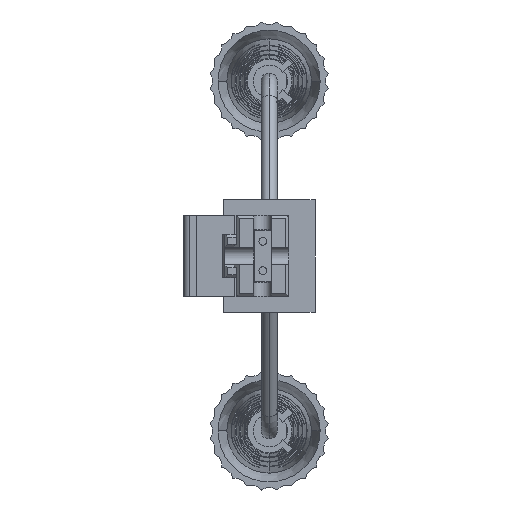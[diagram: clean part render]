
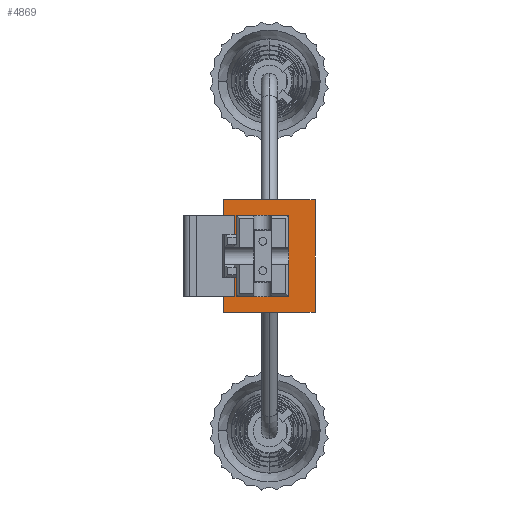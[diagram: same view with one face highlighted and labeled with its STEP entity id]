
A CAD part, left-side view. The second image highlights one B-rep face of the part: STEP entity #4869.
In plain terms, the highlighted face is planar.
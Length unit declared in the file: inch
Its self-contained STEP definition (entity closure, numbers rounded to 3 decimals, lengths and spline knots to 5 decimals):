
#4843 = VERTEX_POINT ( 'NONE', #6968 ) ;
#4845 = EDGE_CURVE ( 'NONE', #4843, #4846, #6967, .T. ) ;
#4846 = VERTEX_POINT ( 'NONE', #6963 ) ;
#4869 = ADVANCED_FACE ( 'NONE', ( #7334, #7333 ), #7332, .F. ) ;
#4870 = VERTEX_POINT ( 'NONE', #7328 ) ;
#4982 = ORIENTED_EDGE ( 'NONE', *, *, #4845, .F. ) ;
#4983 = ORIENTED_EDGE ( 'NONE', *, *, #4984, .F. ) ;
#4984 = EDGE_CURVE ( 'NONE', #4985, #4843, #7111, .T. ) ;
#4985 = VERTEX_POINT ( 'NONE', #7135 ) ;
#4987 = EDGE_LOOP ( 'NONE', ( #4988, #4982, #4983, #5171 ) ) ;
#4988 = ORIENTED_EDGE ( 'NONE', *, *, #4989, .F. ) ;
#4989 = EDGE_CURVE ( 'NONE', #4846, #4990, #7130, .T. ) ;
#4990 = VERTEX_POINT ( 'NONE', #7126 ) ;
#5015 = ORIENTED_EDGE ( 'NONE', *, *, #5016, .T. ) ;
#5016 = EDGE_CURVE ( 'NONE', #4870, #5017, #7344, .T. ) ;
#5017 = VERTEX_POINT ( 'NONE', #7340 ) ;
#5018 = ORIENTED_EDGE ( 'NONE', *, *, #5019, .T. ) ;
#5019 = EDGE_CURVE ( 'NONE', #5017, #5024, #7339, .T. ) ;
#5024 = VERTEX_POINT ( 'NONE', #7369 ) ;
#5025 = ORIENTED_EDGE ( 'NONE', *, *, #5026, .T. ) ;
#5026 = EDGE_CURVE ( 'NONE', #5024, #5027, #7368, .T. ) ;
#5027 = VERTEX_POINT ( 'NONE', #7364 ) ;
#5051 = ORIENTED_EDGE ( 'NONE', *, *, #5052, .T. ) ;
#5052 = EDGE_CURVE ( 'NONE', #5027, #4870, #7504, .T. ) ;
#5140 = EDGE_LOOP ( 'NONE', ( #5015, #5018, #5025, #5051 ) ) ;
#5171 = ORIENTED_EDGE ( 'NONE', *, *, #5172, .F. ) ;
#5172 = EDGE_CURVE ( 'NONE', #4990, #4985, #7739, .T. ) ;
#6963 = CARTESIAN_POINT ( 'NONE',  ( 0.14, 0.2, 0.1125 ) ) ;
#6964 = DIRECTION ( 'NONE',  ( 1., 0., 0. ) ) ;
#6965 = VECTOR ( 'NONE', #6964, 39.37008 ) ;
#6966 = CARTESIAN_POINT ( 'NONE',  ( 0.14, 0.2, 0.1125 ) ) ;
#6967 = LINE ( 'NONE', #6966, #6965 ) ;
#6968 = CARTESIAN_POINT ( 'NONE',  ( -0.14, 0.2, 0.1125 ) ) ;
#7111 = LINE ( 'NONE', #7138, #7137 ) ;
#7126 = CARTESIAN_POINT ( 'NONE',  ( 0.14, 0.2, -0.0675 ) ) ;
#7127 = DIRECTION ( 'NONE',  ( 0., 0., -1. ) ) ;
#7128 = VECTOR ( 'NONE', #7127, 39.37008 ) ;
#7129 = CARTESIAN_POINT ( 'NONE',  ( 0.14, 0.2, -0.0675 ) ) ;
#7130 = LINE ( 'NONE', #7129, #7128 ) ;
#7135 = CARTESIAN_POINT ( 'NONE',  ( -0.14, 0.2, -0.0675 ) ) ;
#7136 = DIRECTION ( 'NONE',  ( 0., 0., 1. ) ) ;
#7137 = VECTOR ( 'NONE', #7136, 39.37008 ) ;
#7138 = CARTESIAN_POINT ( 'NONE',  ( -0.14, 0.2, -0.0675 ) ) ;
#7226 = AXIS2_PLACEMENT_3D ( 'NONE', #7331, #7330, #7329 ) ;
#7328 = CARTESIAN_POINT ( 'NONE',  ( -0.1925, 0.2, -0.1575 ) ) ;
#7329 = DIRECTION ( 'NONE',  ( 0., 0., -1. ) ) ;
#7330 = DIRECTION ( 'NONE',  ( 0., -1., 0. ) ) ;
#7331 = CARTESIAN_POINT ( 'NONE',  ( -0.1925, 0.2, -0.1575 ) ) ;
#7332 = PLANE ( 'NONE',  #7226 ) ;
#7333 = FACE_BOUND ( 'NONE', #4987, .T. ) ;
#7334 = FACE_OUTER_BOUND ( 'NONE', #5140, .T. ) ;
#7336 = DIRECTION ( 'NONE',  ( 1., 0., 0. ) ) ;
#7337 = VECTOR ( 'NONE', #7336, 39.37008 ) ;
#7338 = CARTESIAN_POINT ( 'NONE',  ( -0.1925, 0.2, 0.1575 ) ) ;
#7339 = LINE ( 'NONE', #7338, #7337 ) ;
#7340 = CARTESIAN_POINT ( 'NONE',  ( -0.1925, 0.2, 0.1575 ) ) ;
#7341 = DIRECTION ( 'NONE',  ( 0., 0., 1. ) ) ;
#7342 = VECTOR ( 'NONE', #7341, 39.37008 ) ;
#7343 = CARTESIAN_POINT ( 'NONE',  ( -0.1925, 0.2, 0.1575 ) ) ;
#7344 = LINE ( 'NONE', #7343, #7342 ) ;
#7364 = CARTESIAN_POINT ( 'NONE',  ( 0.1925, 0.2, -0.1575 ) ) ;
#7365 = DIRECTION ( 'NONE',  ( 0., 0., -1. ) ) ;
#7366 = VECTOR ( 'NONE', #7365, 39.37008 ) ;
#7367 = CARTESIAN_POINT ( 'NONE',  ( 0.1925, 0.2, 0.1575 ) ) ;
#7368 = LINE ( 'NONE', #7367, #7366 ) ;
#7369 = CARTESIAN_POINT ( 'NONE',  ( 0.1925, 0.2, 0.1575 ) ) ;
#7501 = DIRECTION ( 'NONE',  ( -1., 0., 0. ) ) ;
#7502 = VECTOR ( 'NONE', #7501, 39.37008 ) ;
#7503 = CARTESIAN_POINT ( 'NONE',  ( -0.1925, 0.2, -0.1575 ) ) ;
#7504 = LINE ( 'NONE', #7503, #7502 ) ;
#7736 = DIRECTION ( 'NONE',  ( -1., 0., 0. ) ) ;
#7737 = VECTOR ( 'NONE', #7736, 39.37008 ) ;
#7738 = CARTESIAN_POINT ( 'NONE',  ( 0.14, 0.2, -0.0675 ) ) ;
#7739 = LINE ( 'NONE', #7738, #7737 ) ;
